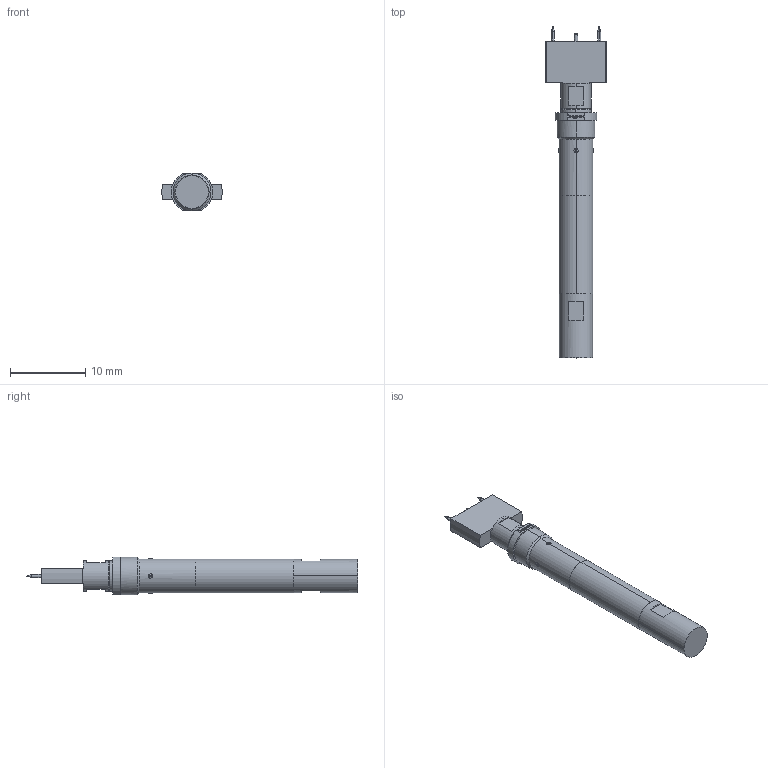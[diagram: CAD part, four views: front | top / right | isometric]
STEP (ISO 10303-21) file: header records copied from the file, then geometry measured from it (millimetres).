
FILE_DESCRIPTION (( 'STEP AP203' ), '1' );
FILE_NAME ('INGUN_HFS-8x0_204_051_A_xx29_V2-S24M.STEP', '2021-10-19T09:16:54', ( 'ochi' ), ( '' ), 'SwSTEP 2.0', 'SolidWorks 2018', '' );
FILE_SCHEMA (( 'CONFIG_CONTROL_DESIGN' ));
Length unit declared in the file: millimetre
Products named in the file (1): INGUN_HFS-8x0_204_051_A_xx29_V2-S24M
Bounding box: 7.97 x 44 x 5 mm (x, y, z)
Volume: 658.3 mm3; surface area: 688.3 mm2
Topology: 1 solids, 1 shells, 150 faces, 368 edges, 235 vertices
Faces by surface type: plane 85, bspline 30, cylinder 25, cone 10
Entity records: 5703 total; most frequent: CARTESIAN_POINT 2345, ORIENTED_EDGE 728, DIRECTION 584, EDGE_CURVE 364, VERTEX_POINT 235, AXIS2_PLACEMENT_3D 204, LINE 176, VECTOR 176
